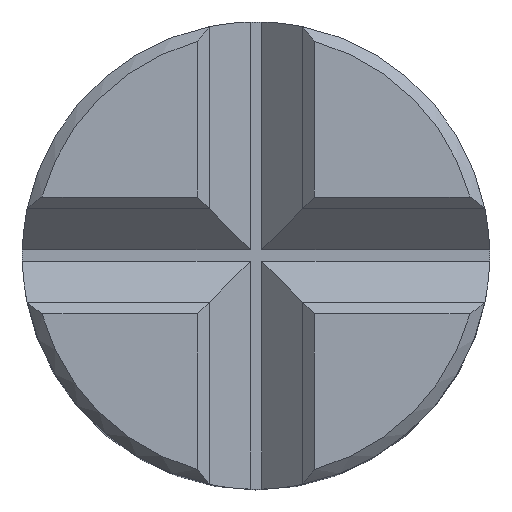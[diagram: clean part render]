
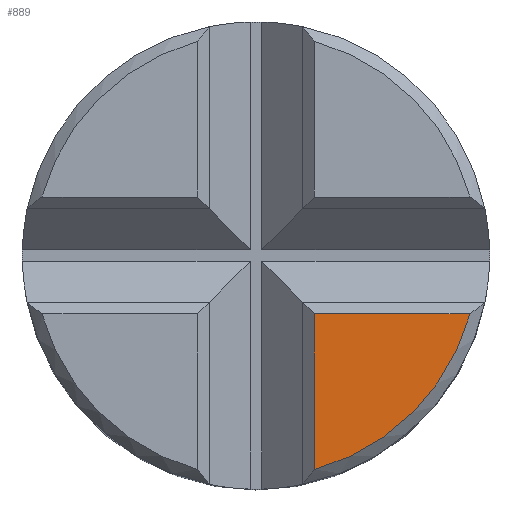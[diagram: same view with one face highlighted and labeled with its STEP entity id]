
A CAD part, top view. The second image highlights one B-rep face of the part: STEP entity #889.
In plain terms, the highlighted planar face has unit normal (0, 0, 1).
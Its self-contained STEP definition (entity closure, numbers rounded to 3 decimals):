
#320 = VERTEX_POINT('',#321);
#321 = CARTESIAN_POINT('',(14.96,-53.856,11.15));
#330 = VERTEX_POINT('',#331);
#331 = CARTESIAN_POINT('',(17.626,-51.19,11.15));
#338 = EDGE_CURVE('',#320,#330,#339,.T.);
#339 = CIRCLE('',#340,3.8);
#340 = AXIS2_PLACEMENT_3D('',#341,#342,#343);
#341 = CARTESIAN_POINT('',(13.96,-50.19,11.15));
#342 = DIRECTION('',(-0.,0.,1.));
#343 = DIRECTION('',(0.2,-0.98,0.));
#853 = VERTEX_POINT('',#854);
#854 = CARTESIAN_POINT('',(14.96,-51.19,11.15));
#862 = EDGE_CURVE('',#853,#330,#863,.T.);
#863 = LINE('',#864,#865);
#864 = CARTESIAN_POINT('',(14.76,-51.19,11.15));
#865 = VECTOR('',#866,1.);
#866 = DIRECTION('',(1.,0.,0.));
#877 = EDGE_CURVE('',#320,#853,#878,.T.);
#878 = LINE('',#879,#880);
#879 = CARTESIAN_POINT('',(14.96,-54.109,11.15));
#880 = VECTOR('',#881,1.);
#881 = DIRECTION('',(0.,1.,0.));
#889 = ADVANCED_FACE('',(#890),#895,.T.);
#890 = FACE_BOUND('',#891,.T.);
#891 = EDGE_LOOP('',(#892,#893,#894));
#892 = ORIENTED_EDGE('',*,*,#338,.T.);
#893 = ORIENTED_EDGE('',*,*,#862,.F.);
#894 = ORIENTED_EDGE('',*,*,#877,.F.);
#895 = PLANE('',#896);
#896 = AXIS2_PLACEMENT_3D('',#897,#898,#899);
#897 = CARTESIAN_POINT('',(13.96,-50.19,11.15));
#898 = DIRECTION('',(0.,0.,1.));
#899 = DIRECTION('',(1.,0.,0.));
